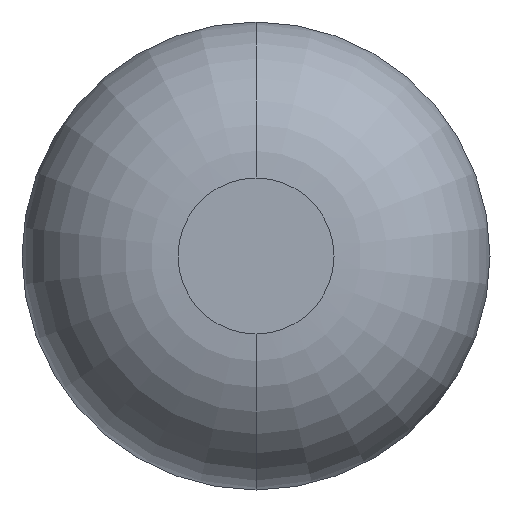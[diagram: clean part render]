
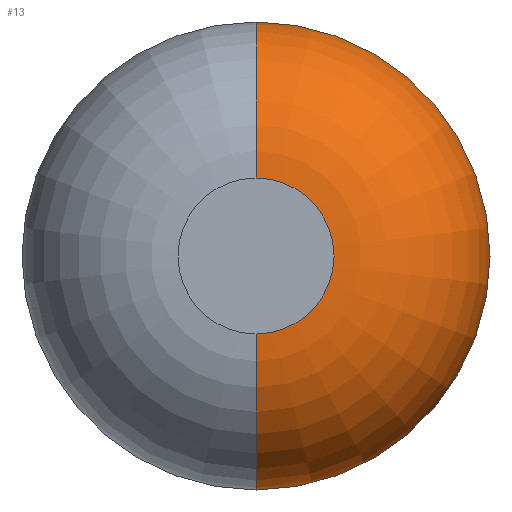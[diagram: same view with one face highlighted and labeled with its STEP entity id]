
A CAD part, front view. The second image highlights one B-rep face of the part: STEP entity #13.
In plain terms, the highlighted toroidal (fillet/blend) face has major radius 3.175 mm and minor radius 6.35 mm.
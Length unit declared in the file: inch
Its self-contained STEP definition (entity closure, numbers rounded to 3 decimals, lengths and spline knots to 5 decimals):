
#12 = CARTESIAN_POINT ( 'NONE',  ( 0., 0.25, 0. ) ) ;
#13 = ADVANCED_FACE ( 'NONE', ( #134 ), #451, .T. ) ;
#15 = CIRCLE ( 'NONE', #363, 0.25 ) ;
#31 = AXIS2_PLACEMENT_3D ( 'NONE', #133, #95, #55 ) ;
#48 = ORIENTED_EDGE ( 'NONE', *, *, #359, .F. ) ;
#55 = DIRECTION ( 'NONE',  ( 0., 0., -1. ) ) ;
#66 = CARTESIAN_POINT ( 'NONE',  ( 0., 0.25, -0.125 ) ) ;
#92 = VERTEX_POINT ( 'NONE', #272 ) ;
#95 = DIRECTION ( 'NONE',  ( 0., -1., 0. ) ) ;
#106 = ORIENTED_EDGE ( 'NONE', *, *, #500, .T. ) ;
#118 = AXIS2_PLACEMENT_3D ( 'NONE', #234, #476, #139 ) ;
#133 = CARTESIAN_POINT ( 'NONE',  ( 0., 0., 0. ) ) ;
#134 = FACE_OUTER_BOUND ( 'NONE', #258, .T. ) ;
#135 = CARTESIAN_POINT ( 'NONE',  ( 0., 0.25, 0.375 ) ) ;
#139 = DIRECTION ( 'NONE',  ( 0., 0., -1. ) ) ;
#168 = CIRCLE ( 'NONE', #118, 0.375 ) ;
#186 = VERTEX_POINT ( 'NONE', #135 ) ;
#205 = EDGE_CURVE ( 'NONE', #491, #391, #15, .T. ) ;
#206 = DIRECTION ( 'NONE',  ( 1., 0., 0. ) ) ;
#234 = CARTESIAN_POINT ( 'NONE',  ( 0., 0.25, 0. ) ) ;
#255 = EDGE_CURVE ( 'NONE', #491, #186, #168, .T. ) ;
#258 = EDGE_LOOP ( 'NONE', ( #465, #106, #48, #292 ) ) ;
#264 = AXIS2_PLACEMENT_3D ( 'NONE', #459, #206, #378 ) ;
#272 = CARTESIAN_POINT ( 'NONE',  ( 0., 0., 0.125 ) ) ;
#292 = ORIENTED_EDGE ( 'NONE', *, *, #205, .F. ) ;
#297 = CARTESIAN_POINT ( 'NONE',  ( 0., 0.25, -0.375 ) ) ;
#319 = CARTESIAN_POINT ( 'NONE',  ( 0., 0., -0.125 ) ) ;
#359 = EDGE_CURVE ( 'NONE', #391, #92, #389, .T. ) ;
#363 = AXIS2_PLACEMENT_3D ( 'NONE', #66, #522, #393 ) ;
#378 = DIRECTION ( 'NONE',  ( 0., 0., -1. ) ) ;
#389 = CIRCLE ( 'NONE', #31, 0.125 ) ;
#391 = VERTEX_POINT ( 'NONE', #319 ) ;
#393 = DIRECTION ( 'NONE',  ( 0., 0., 1. ) ) ;
#436 = DIRECTION ( 'NONE',  ( 0., 0., -1. ) ) ;
#440 = CIRCLE ( 'NONE', #264, 0.25 ) ;
#451 = TOROIDAL_SURFACE ( 'NONE', #457, 0.125, 0.25 ) ;
#457 = AXIS2_PLACEMENT_3D ( 'NONE', #12, #534, #436 ) ;
#459 = CARTESIAN_POINT ( 'NONE',  ( 0., 0.25, 0.125 ) ) ;
#465 = ORIENTED_EDGE ( 'NONE', *, *, #255, .T. ) ;
#476 = DIRECTION ( 'NONE',  ( 0., -1., 0. ) ) ;
#491 = VERTEX_POINT ( 'NONE', #297 ) ;
#500 = EDGE_CURVE ( 'NONE', #186, #92, #440, .T. ) ;
#522 = DIRECTION ( 'NONE',  ( -1., 0., 0. ) ) ;
#534 = DIRECTION ( 'NONE',  ( 0., -1., 0. ) ) ;
